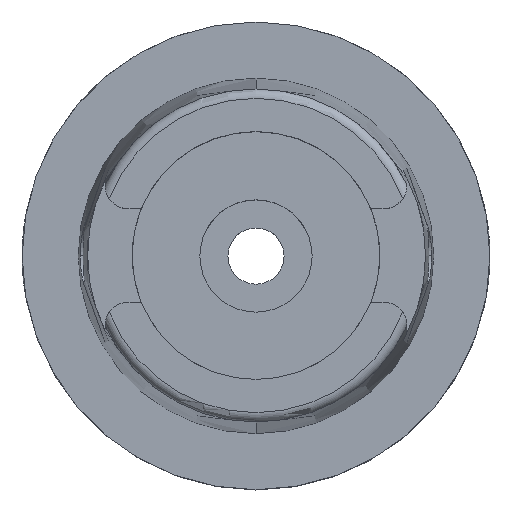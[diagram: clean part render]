
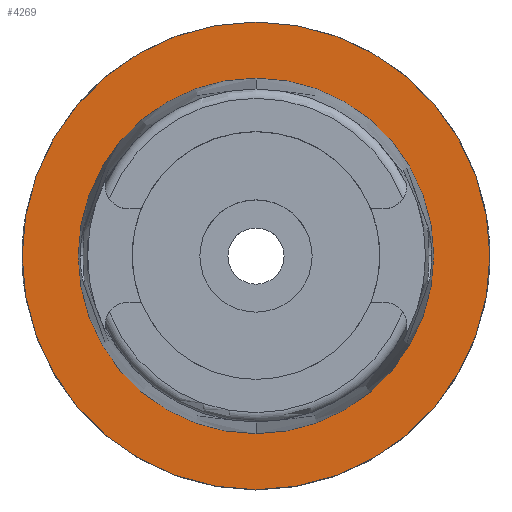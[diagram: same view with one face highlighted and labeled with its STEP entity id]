
A CAD part, top view. The second image highlights one B-rep face of the part: STEP entity #4269.
In plain terms, the highlighted planar face has unit normal (0, 0, 1).
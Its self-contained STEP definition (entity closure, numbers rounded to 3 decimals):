
#2083=CARTESIAN_POINT('',(0.,0.,0.));
#2084=DIRECTION('',(0.,0.,-1.));
#2085=DIRECTION('',(0.,-1.,0.));
#2086=AXIS2_PLACEMENT_3D('',#2083,#2084,#2085);
#2091=CARTESIAN_POINT('',(0.,0.,0.));
#2092=DIRECTION('',(0.,0.,-1.));
#2093=DIRECTION('',(0.,1.,0.));
#2094=AXIS2_PLACEMENT_3D('',#2091,#2092,#2093);
#2099=CARTESIAN_POINT('',(0.,0.,0.));
#2100=DIRECTION('',(0.,0.,1.));
#2101=DIRECTION('',(0.,-1.,0.));
#2102=AXIS2_PLACEMENT_3D('',#2099,#2100,#2101);
#2107=CARTESIAN_POINT('',(0.,0.,0.));
#2108=DIRECTION('',(0.,0.,1.));
#2109=DIRECTION('',(0.,1.,0.));
#2110=AXIS2_PLACEMENT_3D('',#2107,#2108,#2109);
#2419=CARTESIAN_POINT('',(0.,38.,0.));
#2420=VERTEX_POINT('',#2419);
#2421=CARTESIAN_POINT('',(0.,-38.,0.));
#2422=VERTEX_POINT('',#2421);
#2500=CARTESIAN_POINT('',(0.,-50.,0.));
#2501=CARTESIAN_POINT('',(0.,50.,0.));
#2502=VERTEX_POINT('',#2500);
#2503=VERTEX_POINT('',#2501);
#4256=CARTESIAN_POINT('',(0.,0.,0.));
#4257=DIRECTION('',(0.,0.,-1.));
#4258=DIRECTION('',(0.,-1.,0.));
#4259=AXIS2_PLACEMENT_3D('',#4256,#4257,#4258);
#4260=PLANE('',#4259);
#4261=ORIENTED_EDGE('',*,*,#4021,.T.);
#4262=ORIENTED_EDGE('',*,*,#4130,.T.);
#4263=EDGE_LOOP('',(#4261,#4262));
#4264=FACE_OUTER_BOUND('',#4263,.F.);
#4265=ORIENTED_EDGE('',*,*,#2783,.T.);
#4266=ORIENTED_EDGE('',*,*,#2887,.T.);
#4267=EDGE_LOOP('',(#4265,#4266));
#4268=FACE_BOUND('',#4267,.F.);
#2087=CIRCLE('',#2086,50.);
#2095=CIRCLE('',#2094,50.);
#2103=CIRCLE('',#2102,38.);
#2111=CIRCLE('',#2110,38.);
#2783=EDGE_CURVE('',#2422,#2420,#2103,.T.);
#2887=EDGE_CURVE('',#2420,#2422,#2111,.T.);
#4021=EDGE_CURVE('',#2502,#2503,#2087,.T.);
#4130=EDGE_CURVE('',#2503,#2502,#2095,.T.);
#4269=ADVANCED_FACE('',(#4264,#4268),#4260,.F.);
